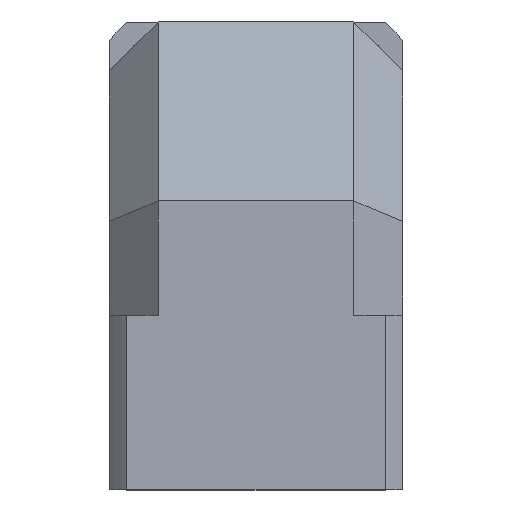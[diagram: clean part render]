
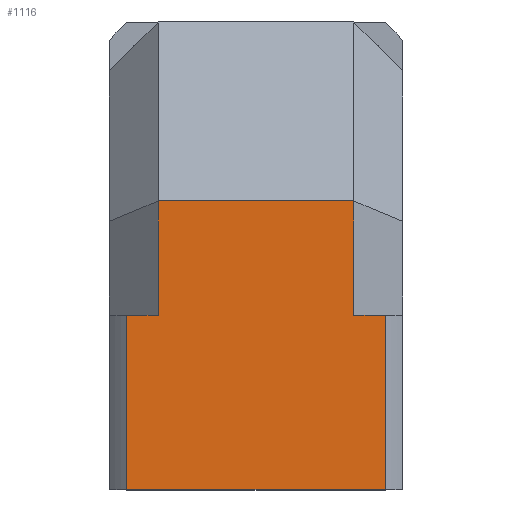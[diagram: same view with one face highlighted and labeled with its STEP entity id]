
A CAD part, top view. The second image highlights one B-rep face of the part: STEP entity #1116.
In plain terms, the highlighted planar face has unit normal (0, 0, 1).
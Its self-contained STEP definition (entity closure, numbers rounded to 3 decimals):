
#36 = CARTESIAN_POINT ( 'NONE',  ( 312.123, 0., 194.8 ) ) ;
#70 = AXIS2_PLACEMENT_3D ( 'NONE', #231, #2260, #3805 ) ;
#120 = LINE ( 'NONE', #2310, #3399 ) ;
#203 = CARTESIAN_POINT ( 'NONE',  ( 387.123, 69.639, 194.8 ) ) ;
#231 = CARTESIAN_POINT ( 'NONE',  ( 0., 0., 194.8 ) ) ;
#286 = LINE ( 'NONE', #984, #3555 ) ;
#294 = EDGE_CURVE ( 'NONE', #3219, #2547, #3375, .T. ) ;
#314 = ORIENTED_EDGE ( 'NONE', *, *, #294, .F. ) ;
#364 = EDGE_CURVE ( 'NONE', #1371, #3424, #543, .T. ) ;
#371 = CARTESIAN_POINT ( 'NONE',  ( 302.436, 69.639, 194.8 ) ) ;
#381 = ORIENTED_EDGE ( 'NONE', *, *, #1450, .T. ) ;
#486 = ORIENTED_EDGE ( 'NONE', *, *, #1172, .T. ) ;
#543 = LINE ( 'NONE', #830, #1390 ) ;
#638 = VECTOR ( 'NONE', #3233, 1000. ) ;
#641 = VECTOR ( 'NONE', #1167, 1000. ) ;
#725 = DIRECTION ( 'NONE',  ( 0., 1., 0. ) ) ;
#763 = DIRECTION ( 'NONE',  ( -1., 0., 0. ) ) ;
#830 = CARTESIAN_POINT ( 'NONE',  ( 0., 158.139, 194.8 ) ) ;
#864 = ORIENTED_EDGE ( 'NONE', *, *, #4057, .T. ) ;
#956 = ORIENTED_EDGE ( 'NONE', *, *, #2505, .T. ) ;
#984 = CARTESIAN_POINT ( 'NONE',  ( 302.436, 123.139, 194.8 ) ) ;
#1015 = CARTESIAN_POINT ( 'NONE',  ( 387.123, 123.139, 194.8 ) ) ;
#1116 = ADVANCED_FACE ( 'NONE', ( #2381 ), #1184, .T. ) ;
#1167 = DIRECTION ( 'NONE',  ( -1., 0., 0. ) ) ;
#1172 = EDGE_CURVE ( 'NONE', #3424, #2230, #3728, .T. ) ;
#1184 = PLANE ( 'NONE',  #70 ) ;
#1277 = VERTEX_POINT ( 'NONE', #4092 ) ;
#1371 = VERTEX_POINT ( 'NONE', #1442 ) ;
#1390 = VECTOR ( 'NONE', #2095, 1000. ) ;
#1442 = CARTESIAN_POINT ( 'NONE',  ( 372.123, 158.139, 194.8 ) ) ;
#1450 = EDGE_CURVE ( 'NONE', #1277, #1371, #120, .T. ) ;
#1480 = VECTOR ( 'NONE', #1854, 1000. ) ;
#1625 = CARTESIAN_POINT ( 'NONE',  ( 381.809, 123.139, 194.8 ) ) ;
#1841 = ORIENTED_EDGE ( 'NONE', *, *, #364, .T. ) ;
#1854 = DIRECTION ( 'NONE',  ( 0., 1., 0. ) ) ;
#1963 = VECTOR ( 'NONE', #2517, 1000. ) ;
#2010 = VERTEX_POINT ( 'NONE', #1625 ) ;
#2095 = DIRECTION ( 'NONE',  ( -1., 0., 0. ) ) ;
#2163 = ORIENTED_EDGE ( 'NONE', *, *, #3431, .T. ) ;
#2230 = VERTEX_POINT ( 'NONE', #3033 ) ;
#2260 = DIRECTION ( 'NONE',  ( 0., 0., 1. ) ) ;
#2271 = DIRECTION ( 'NONE',  ( 0., -1., 0. ) ) ;
#2310 = CARTESIAN_POINT ( 'NONE',  ( 372.123, 0., 194.8 ) ) ;
#2337 = LINE ( 'NONE', #2816, #1480 ) ;
#2381 = FACE_OUTER_BOUND ( 'NONE', #3510, .T. ) ;
#2505 = EDGE_CURVE ( 'NONE', #3440, #2547, #286, .T. ) ;
#2517 = DIRECTION ( 'NONE',  ( 0., -1., 0. ) ) ;
#2547 = VERTEX_POINT ( 'NONE', #371 ) ;
#2816 = CARTESIAN_POINT ( 'NONE',  ( 381.809, 123.139, 194.8 ) ) ;
#2979 = VECTOR ( 'NONE', #763, 1000. ) ;
#3033 = CARTESIAN_POINT ( 'NONE',  ( 312.123, 123.139, 194.8 ) ) ;
#3219 = VERTEX_POINT ( 'NONE', #3719 ) ;
#3233 = DIRECTION ( 'NONE',  ( -1., 0., 0. ) ) ;
#3375 = LINE ( 'NONE', #203, #641 ) ;
#3399 = VECTOR ( 'NONE', #725, 1000. ) ;
#3424 = VERTEX_POINT ( 'NONE', #3519 ) ;
#3431 = EDGE_CURVE ( 'NONE', #2230, #3440, #3991, .T. ) ;
#3440 = VERTEX_POINT ( 'NONE', #3532 ) ;
#3510 = EDGE_LOOP ( 'NONE', ( #2163, #956, #314, #4017, #864, #381, #1841, #486 ) ) ;
#3519 = CARTESIAN_POINT ( 'NONE',  ( 312.123, 158.139, 194.8 ) ) ;
#3532 = CARTESIAN_POINT ( 'NONE',  ( 302.436, 123.139, 194.8 ) ) ;
#3555 = VECTOR ( 'NONE', #2271, 1000. ) ;
#3719 = CARTESIAN_POINT ( 'NONE',  ( 381.809, 69.639, 194.8 ) ) ;
#3728 = LINE ( 'NONE', #36, #1963 ) ;
#3777 = LINE ( 'NONE', #3894, #2979 ) ;
#3805 = DIRECTION ( 'NONE',  ( 1., 0., 0. ) ) ;
#3894 = CARTESIAN_POINT ( 'NONE',  ( 387.123, 123.139, 194.8 ) ) ;
#3915 = EDGE_CURVE ( 'NONE', #3219, #2010, #2337, .T. ) ;
#3991 = LINE ( 'NONE', #1015, #638 ) ;
#4017 = ORIENTED_EDGE ( 'NONE', *, *, #3915, .T. ) ;
#4057 = EDGE_CURVE ( 'NONE', #2010, #1277, #3777, .T. ) ;
#4092 = CARTESIAN_POINT ( 'NONE',  ( 372.123, 123.139, 194.8 ) ) ;
